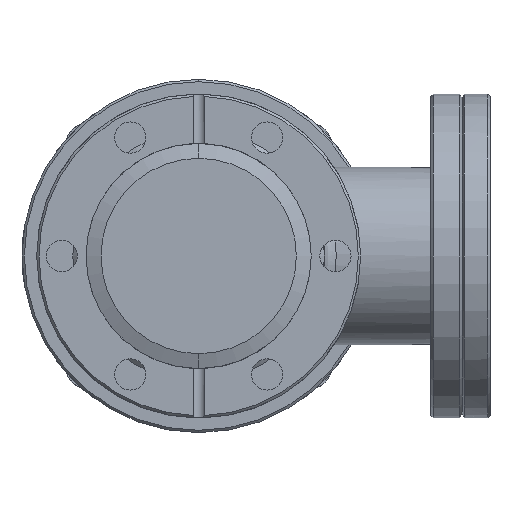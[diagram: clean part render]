
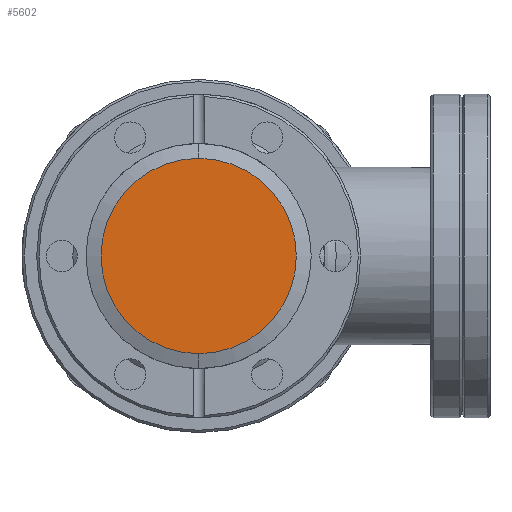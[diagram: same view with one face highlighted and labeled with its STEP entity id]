
A CAD part, front view. The second image highlights one B-rep face of the part: STEP entity #5602.
In plain terms, the highlighted planar face has unit normal (0, -1, 0).
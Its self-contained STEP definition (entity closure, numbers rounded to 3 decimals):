
#459 = EDGE_CURVE ( 'NONE', #6120, #4026, #6080, .T. ) ;
#1245 = CIRCLE ( 'NONE', #8661, 20.95 ) ;
#1253 = ORIENTED_EDGE ( 'NONE', *, *, #3543, .F. ) ;
#1286 = CARTESIAN_POINT ( 'NONE',  ( -20.95, 0.66, 0. ) ) ;
#1853 = DIRECTION ( 'NONE',  ( 0., 0., -1. ) ) ;
#1938 = DIRECTION ( 'NONE',  ( 0., 0., 1. ) ) ;
#1976 = DIRECTION ( 'NONE',  ( 0., 1., 0. ) ) ;
#1998 = CARTESIAN_POINT ( 'NONE',  ( 0., 0.66, 0. ) ) ;
#2508 = DIRECTION ( 'NONE',  ( 0., 0., 1. ) ) ;
#2557 = AXIS2_PLACEMENT_3D ( 'NONE', #1286, #4056, #1853 ) ;
#2934 = ORIENTED_EDGE ( 'NONE', *, *, #459, .F. ) ;
#3074 = FACE_OUTER_BOUND ( 'NONE', #6158, .T. ) ;
#3218 = DIRECTION ( 'NONE',  ( 0., 1., 0. ) ) ;
#3543 = EDGE_CURVE ( 'NONE', #4026, #6120, #1245, .T. ) ;
#4026 = VERTEX_POINT ( 'NONE', #7159 ) ;
#4056 = DIRECTION ( 'NONE',  ( 0., -1., 0. ) ) ;
#4787 = CARTESIAN_POINT ( 'NONE',  ( 0., 0.66, 0. ) ) ;
#5602 = ADVANCED_FACE ( 'NONE', ( #3074 ), #7429, .T. ) ;
#5888 = AXIS2_PLACEMENT_3D ( 'NONE', #4787, #3218, #2508 ) ;
#6080 = CIRCLE ( 'NONE', #5888, 20.95 ) ;
#6120 = VERTEX_POINT ( 'NONE', #7771 ) ;
#6158 = EDGE_LOOP ( 'NONE', ( #1253, #2934 ) ) ;
#7159 = CARTESIAN_POINT ( 'NONE',  ( 0., 0.66, 20.95 ) ) ;
#7429 = PLANE ( 'NONE',  #2557 ) ;
#7771 = CARTESIAN_POINT ( 'NONE',  ( 0., 0.66, -20.95 ) ) ;
#8661 = AXIS2_PLACEMENT_3D ( 'NONE', #1998, #1976, #1938 ) ;
